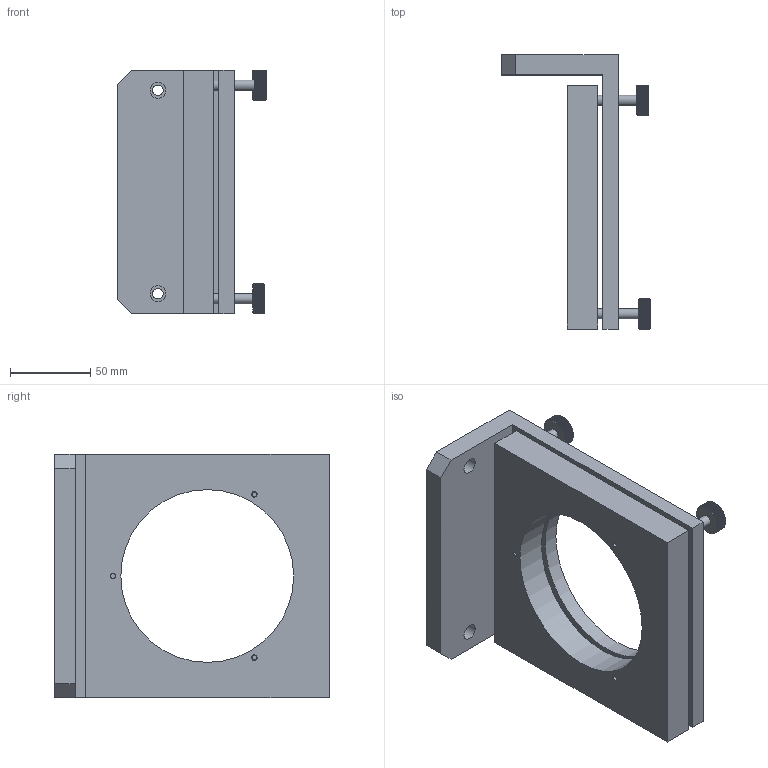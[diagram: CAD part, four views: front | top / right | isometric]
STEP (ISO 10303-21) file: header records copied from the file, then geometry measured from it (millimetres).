
FILE_DESCRIPTION (( 'STEP AP203' ), '1' );
FILE_NAME ('53039.step', '2011-06-30T17:42:46', ( 'EO' ), ( 'EO' ), 'SwSTEP 2.0', 'SolidWorks 2011', '' );
FILE_SCHEMA (( 'CONFIG_CONTROL_DESIGN' ));
Length unit declared in the file: inch
Products named in the file (1): 53039
Bounding box: 93.36 x 171.45 x 152.4 mm (x, y, z)
Volume: 552418.2 mm3; surface area: 118241 mm2
Topology: 1 solids, 1 shells, 981 faces, 2873 edges, 1914 vertices
Faces by surface type: plane 634, cylinder 330, bspline 17
Full cylindrical faces by diameter (mm): 2.705 x3, 4.039 x3, 5.258 x2, 6.35 x9, 6.528 x2, 6.604 x2, 9.906 x7, 107.95 x2
Entity records: 31276 total; most frequent: CARTESIAN_POINT 8372, ORIENTED_EDGE 5622, DIRECTION 4214, EDGE_CURVE 2811, VERTEX_POINT 1899, AXIS2_PLACEMENT_3D 1639, EDGE_LOOP 1072, FACE_OUTER_BOUND 1011
